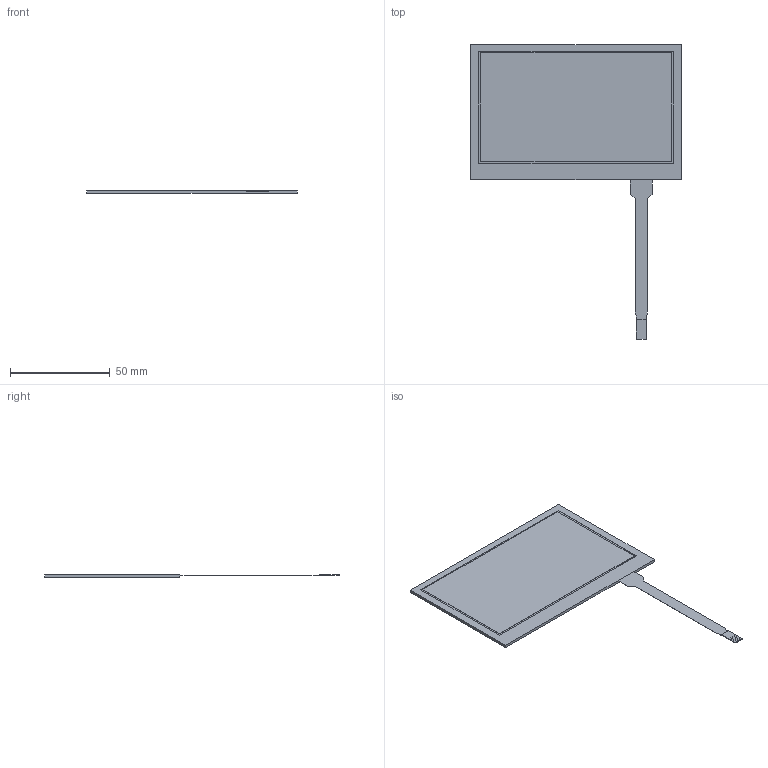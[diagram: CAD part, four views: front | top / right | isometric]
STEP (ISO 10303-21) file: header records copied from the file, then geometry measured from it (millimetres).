
FILE_DESCRIPTION(/* description */ (''),/* implementation_level */ '2;1');
FILE_NAME(/* name */ 'LST-043WC080C-1 (3Dデータ).stp',/* time_stamp */ '2025-04-15T13:07:24+09:00',/* author */ ('n-hirata'),/* organization */ (''),/* preprocessor_version */ 'ST-DEVELOPER v18.1',/* originating_system */ 'Autodesk Inventor 2020',/* authorisation */ '');
FILE_SCHEMA (('CONFIG_CONTROL_DESIGN'));
Length unit declared in the file: millimetre
Products named in the file (1): LST-043WC080C-2
Bounding box: 105.4 x 147.83 x 1.5 mm (x, y, z)
Volume: 10046.7 mm3; surface area: 15885.8 mm2
Topology: 1 solids, 1 shells, 59 faces, 176 edges, 136 vertices
Faces by surface type: plane 45, cylinder 14
Entity records: 1970 total; most frequent: CARTESIAN_POINT 358, ORIENTED_EDGE 324, DIRECTION 310, EDGE_CURVE 162, LINE 134, VECTOR 134, VERTEX_POINT 108, AXIS2_PLACEMENT_3D 88
